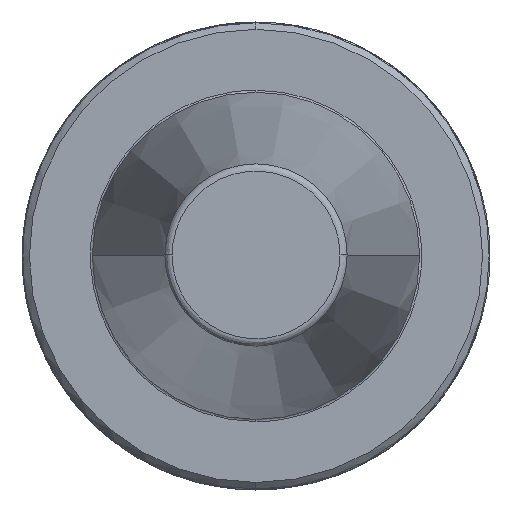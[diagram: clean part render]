
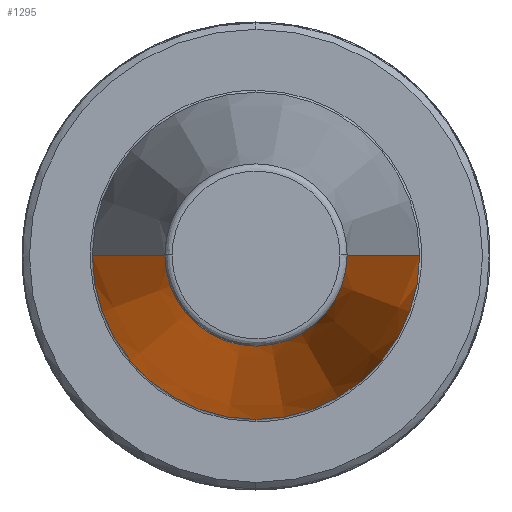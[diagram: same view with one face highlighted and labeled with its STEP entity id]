
A CAD part, top view. The second image highlights one B-rep face of the part: STEP entity #1295.
In plain terms, the highlighted conical face has half-angle 8.297 degrees and reference radius 22.225 mm.
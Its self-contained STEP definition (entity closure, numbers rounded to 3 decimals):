
#35 = LINE ( 'NONE', #2657, #64 ) ;
#64 = VECTOR ( 'NONE', #2667, 1000. ) ;
#116 = FACE_OUTER_BOUND ( 'NONE', #539, .T. ) ;
#161 = CARTESIAN_POINT ( 'NONE',  ( 87.421, 85.494, 151.967 ) ) ;
#233 = CARTESIAN_POINT ( 'NONE',  ( 97.271, 85.494, 84.423 ) ) ;
#275 = EDGE_CURVE ( 'NONE', #1006, #953, #1679, .T. ) ;
#477 = DIRECTION ( 'NONE',  ( -1., 0., 0. ) ) ;
#489 = DIRECTION ( 'NONE',  ( 0., 0., -1. ) ) ;
#499 = CARTESIAN_POINT ( 'NONE',  ( 75.046, 85.494, 151.967 ) ) ;
#539 = EDGE_LOOP ( 'NONE', ( #1379, #2361, #1045, #1936 ) ) ;
#851 = DIRECTION ( 'NONE',  ( -1., 0., 0. ) ) ;
#863 = DIRECTION ( 'NONE',  ( 0., 0., 1. ) ) ;
#879 = CARTESIAN_POINT ( 'NONE',  ( 75.046, 85.494, 84.423 ) ) ;
#953 = VERTEX_POINT ( 'NONE', #233 ) ;
#1006 = VERTEX_POINT ( 'NONE', #161 ) ;
#1045 = ORIENTED_EDGE ( 'NONE', *, *, #1308, .T. ) ;
#1103 = CARTESIAN_POINT ( 'NONE',  ( 52.821, 85.494, 84.423 ) ) ;
#1114 = CIRCLE ( 'NONE', #2342, 12.375 ) ;
#1117 = DIRECTION ( 'NONE',  ( 0.144, 0., -0.99 ) ) ;
#1129 = CARTESIAN_POINT ( 'NONE',  ( 97.271, 85.494, 84.423 ) ) ;
#1295 = ADVANCED_FACE ( 'NONE', ( #116 ), #3091, .T. ) ;
#1308 = EDGE_CURVE ( 'NONE', #2059, #2240, #35, .T. ) ;
#1379 = ORIENTED_EDGE ( 'NONE', *, *, #275, .F. ) ;
#1549 = EDGE_CURVE ( 'NONE', #2240, #953, #1602, .T. ) ;
#1586 = AXIS2_PLACEMENT_3D ( 'NONE', #2721, #2735, #2744 ) ;
#1592 = VECTOR ( 'NONE', #1117, 1000. ) ;
#1602 = CIRCLE ( 'NONE', #2574, 22.225 ) ;
#1635 = EDGE_CURVE ( 'NONE', #1006, #2059, #1114, .T. ) ;
#1679 = LINE ( 'NONE', #1129, #1592 ) ;
#1936 = ORIENTED_EDGE ( 'NONE', *, *, #1549, .T. ) ;
#2059 = VERTEX_POINT ( 'NONE', #2635 ) ;
#2240 = VERTEX_POINT ( 'NONE', #1103 ) ;
#2342 = AXIS2_PLACEMENT_3D ( 'NONE', #499, #489, #477 ) ;
#2361 = ORIENTED_EDGE ( 'NONE', *, *, #1635, .T. ) ;
#2574 = AXIS2_PLACEMENT_3D ( 'NONE', #879, #863, #851 ) ;
#2635 = CARTESIAN_POINT ( 'NONE',  ( 62.671, 85.494, 151.967 ) ) ;
#2657 = CARTESIAN_POINT ( 'NONE',  ( 52.821, 85.494, 84.423 ) ) ;
#2667 = DIRECTION ( 'NONE',  ( -0.144, 0., -0.99 ) ) ;
#2721 = CARTESIAN_POINT ( 'NONE',  ( 75.046, 85.494, 84.423 ) ) ;
#2735 = DIRECTION ( 'NONE',  ( 0., 0., -1. ) ) ;
#2744 = DIRECTION ( 'NONE',  ( -1., 0., 0. ) ) ;
#3091 = CONICAL_SURFACE ( 'NONE', #1586, 22.225, 0.145 ) ;
